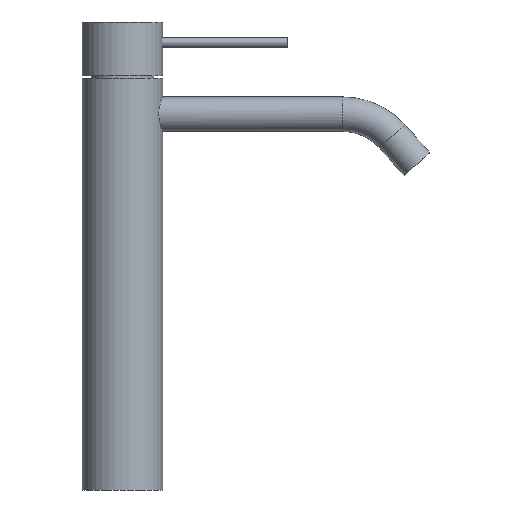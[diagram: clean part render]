
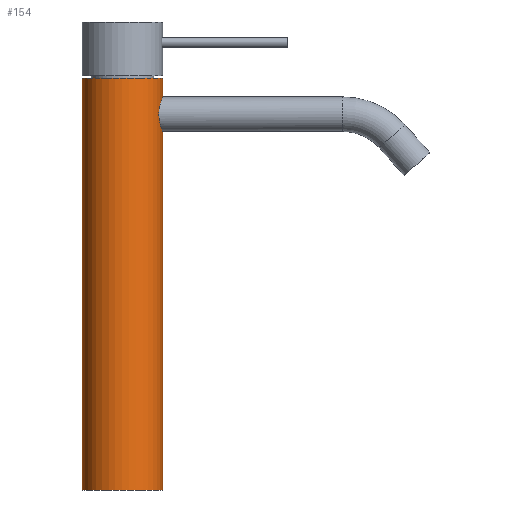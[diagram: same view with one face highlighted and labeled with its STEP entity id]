
A CAD part, left-side view. The second image highlights one B-rep face of the part: STEP entity #154.
In plain terms, the highlighted cylindrical face has radius 22.5 mm (diameter 45 mm), a partial arc.
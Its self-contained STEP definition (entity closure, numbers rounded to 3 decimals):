
#4 = CIRCLE ( 'NONE', #644, 22.5 ) ;
#12 = VECTOR ( 'NONE', #59, 1000. ) ;
#20 = VECTOR ( 'NONE', #629, 1000. ) ;
#59 = DIRECTION ( 'NONE',  ( 0., 1., 0. ) ) ;
#84 = DIRECTION ( 'NONE',  ( 0., 0., 1. ) ) ;
#154 = ADVANCED_FACE ( 'NONE', ( #539 ), #478, .T. ) ;
#240 = VERTEX_POINT ( 'NONE', #560 ) ;
#334 = EDGE_CURVE ( 'NONE', #424, #240, #4, .T. ) ;
#356 = EDGE_CURVE ( 'NONE', #1223, #424, #979, .T. ) ;
#424 = VERTEX_POINT ( 'NONE', #903 ) ;
#426 = DIRECTION ( 'NONE',  ( 0., 0., 1. ) ) ;
#457 = CARTESIAN_POINT ( 'NONE',  ( 0., -230., 22.5 ) ) ;
#466 = ORIENTED_EDGE ( 'NONE', *, *, #1321, .T. ) ;
#478 = CYLINDRICAL_SURFACE ( 'NONE', #949, 22.5 ) ;
#516 = ORIENTED_EDGE ( 'NONE', *, *, #334, .F. ) ;
#539 = FACE_OUTER_BOUND ( 'NONE', #772, .T. ) ;
#560 = CARTESIAN_POINT ( 'NONE',  ( 0., 0., 22.5 ) ) ;
#588 = CARTESIAN_POINT ( 'NONE',  ( 0., 0., 0. ) ) ;
#629 = DIRECTION ( 'NONE',  ( 0., 1., 0. ) ) ;
#644 = AXIS2_PLACEMENT_3D ( 'NONE', #588, #1078, #849 ) ;
#703 = CARTESIAN_POINT ( 'NONE',  ( 0., -230., 0. ) ) ;
#743 = DIRECTION ( 'NONE',  ( 0., 1., 0. ) ) ;
#747 = DIRECTION ( 'NONE',  ( 0., 1., 0. ) ) ;
#762 = LINE ( 'NONE', #1324, #12 ) ;
#772 = EDGE_LOOP ( 'NONE', ( #818, #1151, #466, #516 ) ) ;
#818 = ORIENTED_EDGE ( 'NONE', *, *, #356, .F. ) ;
#849 = DIRECTION ( 'NONE',  ( 0., 0., 1. ) ) ;
#903 = CARTESIAN_POINT ( 'NONE',  ( 0., 0., -22.5 ) ) ;
#910 = CARTESIAN_POINT ( 'NONE',  ( 0., -230., -22.5 ) ) ;
#949 = AXIS2_PLACEMENT_3D ( 'NONE', #703, #747, #426 ) ;
#979 = LINE ( 'NONE', #1250, #20 ) ;
#1054 = AXIS2_PLACEMENT_3D ( 'NONE', #1389, #743, #84 ) ;
#1078 = DIRECTION ( 'NONE',  ( 0., 1., 0. ) ) ;
#1144 = CIRCLE ( 'NONE', #1054, 22.5 ) ;
#1151 = ORIENTED_EDGE ( 'NONE', *, *, #1392, .T. ) ;
#1174 = VERTEX_POINT ( 'NONE', #457 ) ;
#1223 = VERTEX_POINT ( 'NONE', #910 ) ;
#1250 = CARTESIAN_POINT ( 'NONE',  ( 0., -230., -22.5 ) ) ;
#1321 = EDGE_CURVE ( 'NONE', #1174, #240, #762, .T. ) ;
#1324 = CARTESIAN_POINT ( 'NONE',  ( 0., -230., 22.5 ) ) ;
#1389 = CARTESIAN_POINT ( 'NONE',  ( 0., -230., 0. ) ) ;
#1392 = EDGE_CURVE ( 'NONE', #1223, #1174, #1144, .T. ) ;
